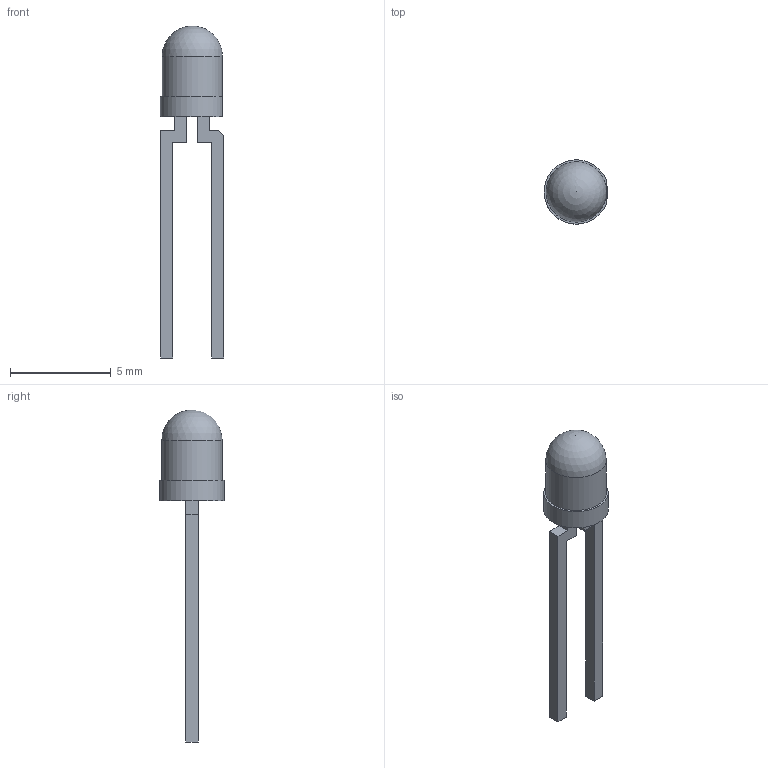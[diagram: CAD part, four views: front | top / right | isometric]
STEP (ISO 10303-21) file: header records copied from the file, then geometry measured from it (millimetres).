
FILE_DESCRIPTION(('FreeCAD Model'),'2;1');
FILE_NAME('Open CASCADE Shape Model','2023-09-21T10:05:00',(''),(''), 'Open CASCADE STEP processor 7.6','FreeCAD','Unknown');
FILE_SCHEMA(('AUTOMOTIVE_DESIGN { 1 0 10303 214 1 1 1 1 }'));
Length unit declared in the file: millimetre
Products named in the file (4): Unnamed; LampBody; AnodeBody; CathodeBody
Assembly tree (3 placements, depth 2):
  Unnamed
    LampBody
    AnodeBody
    CathodeBody
Bounding box: 3.17 x 3.2 x 16.5 mm (x, y, z)
Volume: 38.3 mm3; surface area: 114.1 mm2
Topology: 3 solids, 3 shells, 28 faces, 69 edges, 45 vertices
Faces by surface type: plane 24, cylinder 3, sphere 1
Full cylindrical faces by diameter (mm): 3 x1
Entity records: 893 total; most frequent: CARTESIAN_POINT 142, DIRECTION 138, ORIENTED_EDGE 132, EDGE_CURVE 66, LINE 58, VECTOR 58, VERTEX_POINT 44, AXIS2_PLACEMENT_3D 40
